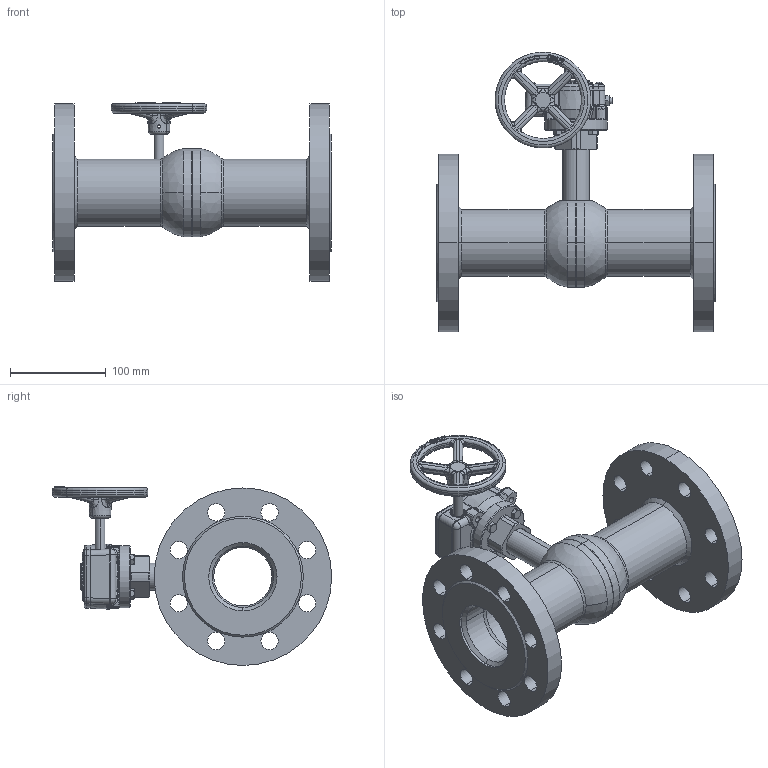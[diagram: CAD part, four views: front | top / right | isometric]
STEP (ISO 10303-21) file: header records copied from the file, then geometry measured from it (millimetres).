
FILE_DESCRIPTION (( 'STEP AP214' ), '1' );
FILE_NAME ('8500425065 480.step', '2025-05-29T08:12:49', ( '' ), ( '' ), 'SwSTEP 2.0', 'SolidWorks 2023', '' );
FILE_SCHEMA (( 'AUTOMOTIVE_DESIGN' ));
Length unit declared in the file: millimetre
Products named in the file (1): 8500425065 480
Bounding box: 290 x 291.13 x 186.5 mm (x, y, z)
Surface area: 297039.8 mm2 (no closed solid volume)
Topology: 0 solids, 22 shells, 914 faces, 2615 edges, 1667 vertices
Faces by surface type: plane 287, bspline 209, cylinder 190, cone 145, torus 60, sphere 23
Entity records: 44978 total; most frequent: CARTESIAN_POINT 23258, ORIENTED_EDGE 4655, DIRECTION 4119, EDGE_CURVE 2615, VERTEX_POINT 1667, AXIS2_PLACEMENT_3D 1603, EDGE_LOOP 1010, ADVANCED_FACE 914
